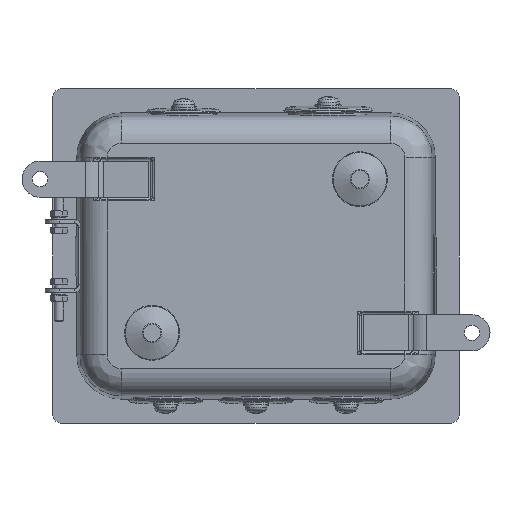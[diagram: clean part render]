
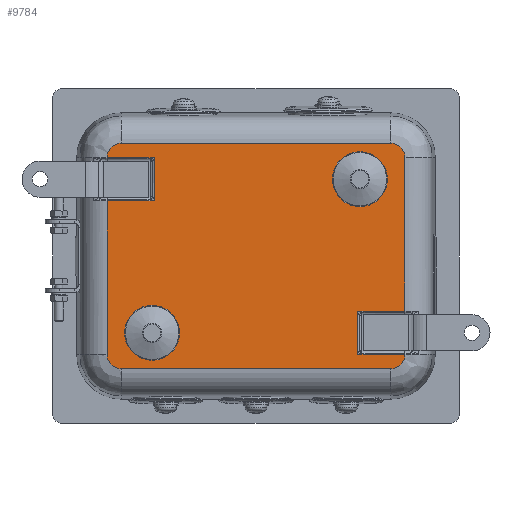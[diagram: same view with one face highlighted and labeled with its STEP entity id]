
A CAD part, front view. The second image highlights one B-rep face of the part: STEP entity #9784.
In plain terms, the highlighted planar face has unit normal (0, -1, 0).
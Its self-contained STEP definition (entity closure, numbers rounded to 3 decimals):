
#1070=LINE('',#18187,#1520);
#1092=LINE('',#18282,#1542);
#1093=LINE('',#18284,#1543);
#1094=LINE('',#18285,#1544);
#1095=LINE('',#18289,#1545);
#1096=LINE('',#18293,#1546);
#1097=LINE('',#18295,#1547);
#1098=LINE('',#18297,#1548);
#1099=LINE('',#18299,#1549);
#1100=LINE('',#18303,#1550);
#1520=VECTOR('',#13261,10.);
#1542=VECTOR('',#13379,10.);
#1543=VECTOR('',#13380,10.);
#1544=VECTOR('',#13381,10.);
#1545=VECTOR('',#13384,10.);
#1546=VECTOR('',#13387,10.);
#1547=VECTOR('',#13388,10.);
#1548=VECTOR('',#13389,10.);
#1549=VECTOR('',#13390,10.);
#1550=VECTOR('',#13393,10.);
#1736=FACE_BOUND('',#2844,.T.);
#1737=FACE_BOUND('',#2845,.T.);
#2226=FACE_OUTER_BOUND('',#2843,.T.);
#2843=EDGE_LOOP('',(#8177,#8178,#8179,#8180,#8181,#8182,#8183,#8184,#8185,
#8186,#8187,#8188,#8189,#8190));
#2844=EDGE_LOOP('',(#8191));
#2845=EDGE_LOOP('',(#8192));
#3398=CIRCLE('',#10857,15.194);
#3400=CIRCLE('',#10861,7.896);
#3401=CIRCLE('',#10862,7.896);
#3402=CIRCLE('',#10863,7.896);
#3403=CIRCLE('',#10864,7.896);
#3404=CIRCLE('',#10865,15.194);
#4256=VERTEX_POINT('',#18184);
#4257=VERTEX_POINT('',#18186);
#4279=VERTEX_POINT('',#18272);
#4281=VERTEX_POINT('',#18280);
#4282=VERTEX_POINT('',#18281);
#4283=VERTEX_POINT('',#18283);
#4284=VERTEX_POINT('',#18286);
#4285=VERTEX_POINT('',#18288);
#4286=VERTEX_POINT('',#18290);
#4287=VERTEX_POINT('',#18292);
#4288=VERTEX_POINT('',#18294);
#4289=VERTEX_POINT('',#18296);
#4290=VERTEX_POINT('',#18298);
#4291=VERTEX_POINT('',#18300);
#4292=VERTEX_POINT('',#18302);
#4293=VERTEX_POINT('',#18305);
#5555=EDGE_CURVE('',#4256,#4257,#1070,.T.);
#5598=EDGE_CURVE('',#4279,#4279,#3398,.T.);
#5601=EDGE_CURVE('',#4281,#4282,#1092,.T.);
#5602=EDGE_CURVE('',#4283,#4282,#1093,.T.);
#5603=EDGE_CURVE('',#4257,#4283,#1094,.T.);
#5604=EDGE_CURVE('',#4284,#4256,#3400,.T.);
#5605=EDGE_CURVE('',#4285,#4284,#1095,.T.);
#5606=EDGE_CURVE('',#4286,#4285,#3401,.T.);
#5607=EDGE_CURVE('',#4287,#4286,#1096,.T.);
#5608=EDGE_CURVE('',#4288,#4287,#1097,.T.);
#5609=EDGE_CURVE('',#4288,#4289,#1098,.T.);
#5610=EDGE_CURVE('',#4290,#4289,#1099,.T.);
#5611=EDGE_CURVE('',#4291,#4290,#3402,.T.);
#5612=EDGE_CURVE('',#4292,#4291,#1100,.T.);
#5613=EDGE_CURVE('',#4281,#4292,#3403,.T.);
#5614=EDGE_CURVE('',#4293,#4293,#3404,.T.);
#8177=ORIENTED_EDGE('',*,*,#5601,.T.);
#8178=ORIENTED_EDGE('',*,*,#5602,.F.);
#8179=ORIENTED_EDGE('',*,*,#5603,.F.);
#8180=ORIENTED_EDGE('',*,*,#5555,.F.);
#8181=ORIENTED_EDGE('',*,*,#5604,.F.);
#8182=ORIENTED_EDGE('',*,*,#5605,.F.);
#8183=ORIENTED_EDGE('',*,*,#5606,.F.);
#8184=ORIENTED_EDGE('',*,*,#5607,.F.);
#8185=ORIENTED_EDGE('',*,*,#5608,.F.);
#8186=ORIENTED_EDGE('',*,*,#5609,.T.);
#8187=ORIENTED_EDGE('',*,*,#5610,.F.);
#8188=ORIENTED_EDGE('',*,*,#5611,.F.);
#8189=ORIENTED_EDGE('',*,*,#5612,.F.);
#8190=ORIENTED_EDGE('',*,*,#5613,.F.);
#8191=ORIENTED_EDGE('',*,*,#5614,.F.);
#8192=ORIENTED_EDGE('',*,*,#5598,.F.);
#8724=PLANE('',#10860);
#9784=ADVANCED_FACE('',(#2226,#1736,#1737),#8724,.T.);
#10857=AXIS2_PLACEMENT_3D('',#18274,#13370,#13371);
#10860=AXIS2_PLACEMENT_3D('',#18279,#13377,#13378);
#10861=AXIS2_PLACEMENT_3D('',#18287,#13382,#13383);
#10862=AXIS2_PLACEMENT_3D('',#18291,#13385,#13386);
#10863=AXIS2_PLACEMENT_3D('',#18301,#13391,#13392);
#10864=AXIS2_PLACEMENT_3D('',#18304,#13394,#13395);
#10865=AXIS2_PLACEMENT_3D('',#18306,#13396,#13397);
#13261=DIRECTION('',(0.,0.,-1.));
#13370=DIRECTION('center_axis',(0.,-1.,0.));
#13371=DIRECTION('ref_axis',(1.,0.,0.));
#13377=DIRECTION('center_axis',(0.,-1.,0.));
#13378=DIRECTION('ref_axis',(-1.,0.,0.));
#13379=DIRECTION('',(-1.,0.,0.));
#13380=DIRECTION('',(0.,0.,-1.));
#13381=DIRECTION('',(-1.,0.,0.));
#13382=DIRECTION('center_axis',(0.,1.,0.));
#13383=DIRECTION('ref_axis',(0.707,0.,0.707));
#13384=DIRECTION('',(1.,0.,0.));
#13385=DIRECTION('center_axis',(0.,1.,0.));
#13386=DIRECTION('ref_axis',(-0.707,0.,0.707));
#13387=DIRECTION('',(-1.,0.,0.));
#13388=DIRECTION('',(0.,0.,1.));
#13389=DIRECTION('',(-1.,0.,0.));
#13390=DIRECTION('',(0.,0.,1.));
#13391=DIRECTION('center_axis',(0.,1.,0.));
#13392=DIRECTION('ref_axis',(-0.707,0.,-0.707));
#13393=DIRECTION('',(-1.,0.,0.));
#13394=DIRECTION('center_axis',(0.,1.,0.));
#13395=DIRECTION('ref_axis',(0.707,0.,-0.707));
#13396=DIRECTION('center_axis',(0.,-1.,0.));
#13397=DIRECTION('ref_axis',(1.,0.,0.));
#18184=CARTESIAN_POINT('',(82.396,4.,54.5));
#18186=CARTESIAN_POINT('',(82.396,4.,-30.5));
#18187=CARTESIAN_POINT('',(82.396,4.,27.25));
#18272=CARTESIAN_POINT('',(-72.69,4.,-42.5));
#18274=CARTESIAN_POINT('Origin',(-57.496,4.,-42.5));
#18279=CARTESIAN_POINT('Origin',(0.,4.,
0.));
#18280=CARTESIAN_POINT('',(82.396,4.,-54.5));
#18281=CARTESIAN_POINT('',(56.396,4.,-54.5));
#18282=CARTESIAN_POINT('',(28.698,4.,-54.5));
#18283=CARTESIAN_POINT('',(56.396,4.,-30.5));
#18284=CARTESIAN_POINT('',(56.396,4.,-15.75));
#18285=CARTESIAN_POINT('',(53.698,4.,-30.5));
#18286=CARTESIAN_POINT('',(74.5,4.,62.396));
#18287=CARTESIAN_POINT('Origin',(74.5,4.,54.5));
#18288=CARTESIAN_POINT('',(-74.5,4.,62.396));
#18289=CARTESIAN_POINT('',(-37.25,4.,62.396));
#18290=CARTESIAN_POINT('',(-82.396,4.,54.5));
#18291=CARTESIAN_POINT('Origin',(-74.5,4.,54.5));
#18292=CARTESIAN_POINT('',(-56.396,4.,54.5));
#18293=CARTESIAN_POINT('',(-28.698,4.,54.5));
#18294=CARTESIAN_POINT('',(-56.396,4.,30.5));
#18295=CARTESIAN_POINT('',(-56.396,4.,15.75));
#18296=CARTESIAN_POINT('',(-82.396,4.,30.5));
#18297=CARTESIAN_POINT('',(-53.698,4.,30.5));
#18298=CARTESIAN_POINT('',(-82.396,4.,-54.5));
#18299=CARTESIAN_POINT('',(-82.396,4.,-27.25));
#18300=CARTESIAN_POINT('',(-74.5,4.,-62.396));
#18301=CARTESIAN_POINT('Origin',(-74.5,4.,-54.5));
#18302=CARTESIAN_POINT('',(74.5,4.,-62.396));
#18303=CARTESIAN_POINT('',(37.25,4.,-62.396));
#18304=CARTESIAN_POINT('Origin',(74.5,4.,-54.5));
#18305=CARTESIAN_POINT('',(42.301,4.,42.5));
#18306=CARTESIAN_POINT('Origin',(57.496,4.,42.5));
